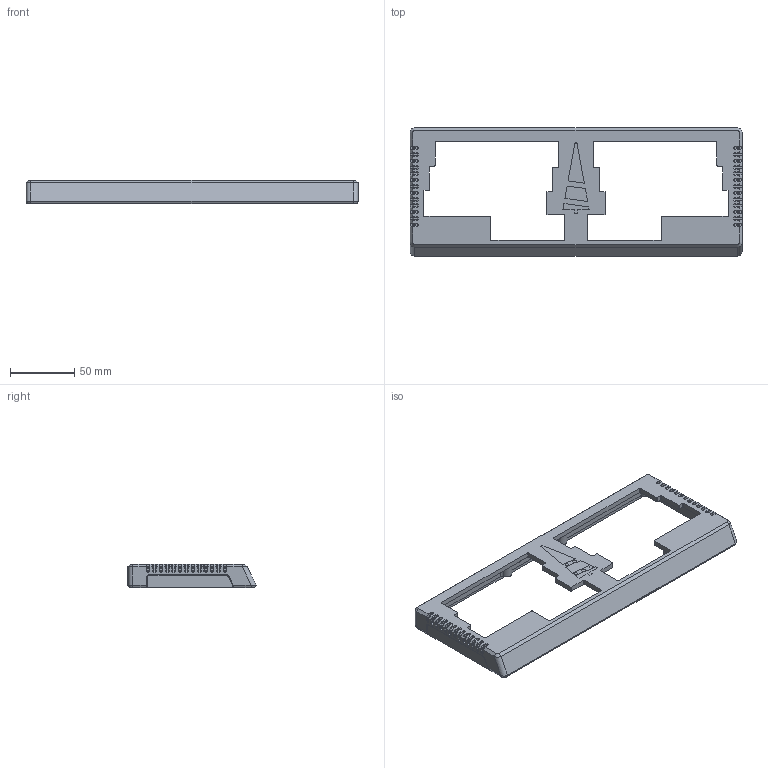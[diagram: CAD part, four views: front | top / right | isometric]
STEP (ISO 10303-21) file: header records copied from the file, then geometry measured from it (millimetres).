
FILE_DESCRIPTION(('FreeCAD Model'),'2;1');
FILE_NAME('Open CASCADE Shape Model','2026-01-16T14:30:27',(''),(''), 'Open CASCADE STEP processor 7.8','FreeCAD','Unknown');
FILE_SCHEMA(('AUTOMOTIVE_DESIGN { 1 0 10303 214 1 1 1 1 }'));
Length unit declared in the file: millimetre
Products named in the file (3): yolochka_remastered; yolochka-on-top; top
Assembly tree (2 placements, depth 2):
  yolochka_remastered
    yolochka-on-top
    top
Bounding box: 259.1 x 100.1 x 18.6 mm (x, y, z)
Volume: 78647.1 mm3; surface area: 56226.6 mm2
Topology: 4 solids, 4 shells, 1363 faces, 3189 edges, 1863 vertices
Faces by surface type: plane 1167, cylinder 154, bspline 30, cone 8, torus 4
Full cylindrical faces by diameter (mm): 1.8 x2, 3 x17, 6 x4
Entity records: 38590 total; most frequent: CARTESIAN_POINT 7902, ORIENTED_EDGE 6378, DIRECTION 6068, EDGE_CURVE 3189, LINE 2758, VECTOR 2758, VERTEX_POINT 1863, AXIS2_PLACEMENT_3D 1655
